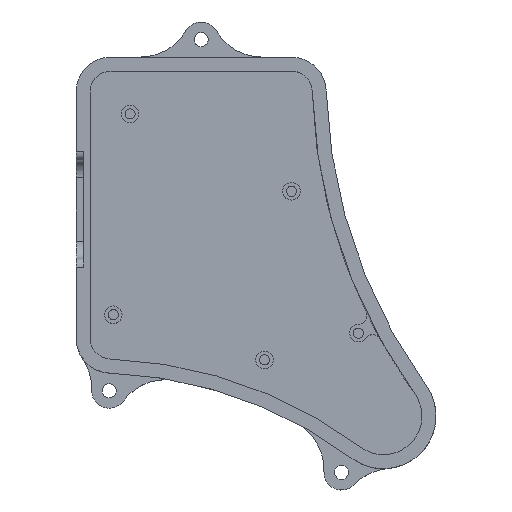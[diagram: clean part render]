
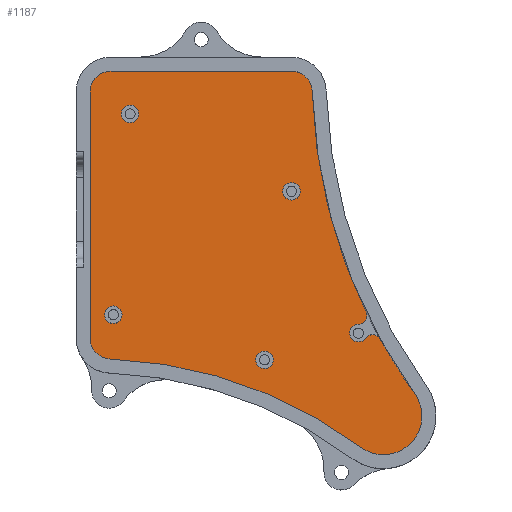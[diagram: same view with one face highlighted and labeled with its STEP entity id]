
A CAD part, top view. The second image highlights one B-rep face of the part: STEP entity #1187.
In plain terms, the highlighted planar face has unit normal (0, 0, 1).
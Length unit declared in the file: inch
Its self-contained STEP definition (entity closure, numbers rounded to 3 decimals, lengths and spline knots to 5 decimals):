
#39=FACE_BOUND('',#221,.T.);
#40=FACE_BOUND('',#222,.T.);
#41=FACE_BOUND('',#223,.T.);
#42=FACE_BOUND('',#224,.T.);
#65=PLANE('',#1345);
#125=FACE_OUTER_BOUND('',#220,.T.);
#220=EDGE_LOOP('',(#964,#965,#966,#967,#968,#969,#970,#971,#972,#973,#974,
#975));
#221=EDGE_LOOP('',(#976));
#222=EDGE_LOOP('',(#977));
#223=EDGE_LOOP('',(#978));
#224=EDGE_LOOP('',(#979));
#298=LINE('',#2076,#366);
#299=LINE('',#2080,#367);
#366=VECTOR('',#1703,2.56636);
#367=VECTOR('',#1706,3.50468);
#445=CIRCLE('',#1302,0.125);
#449=CIRCLE('',#1309,0.125);
#453=CIRCLE('',#1316,0.125);
#456=CIRCLE('',#1321,0.125);
#458=CIRCLE('',#1324,0.125);
#462=CIRCLE('',#1330,0.125);
#466=CIRCLE('',#1337,0.125);
#468=CIRCLE('',#1341,7.78754);
#469=CIRCLE('',#1342,7.78754);
#470=CIRCLE('',#1346,0.3);
#471=CIRCLE('',#1347,0.3);
#472=CIRCLE('',#1348,0.3);
#473=CIRCLE('',#1349,6.3726);
#474=CIRCLE('',#1350,0.55);
#561=VERTEX_POINT('',#1997);
#565=VERTEX_POINT('',#2008);
#569=VERTEX_POINT('',#2019);
#573=VERTEX_POINT('',#2028);
#574=VERTEX_POINT('',#2030);
#576=VERTEX_POINT('',#2036);
#580=VERTEX_POINT('',#2047);
#583=VERTEX_POINT('',#2058);
#585=VERTEX_POINT('',#2064);
#586=VERTEX_POINT('',#2067);
#587=VERTEX_POINT('',#2073);
#588=VERTEX_POINT('',#2075);
#589=VERTEX_POINT('',#2077);
#590=VERTEX_POINT('',#2079);
#591=VERTEX_POINT('',#2081);
#592=VERTEX_POINT('',#2083);
#702=EDGE_CURVE('',#561,#561,#445,.T.);
#706=EDGE_CURVE('',#565,#565,#449,.T.);
#710=EDGE_CURVE('',#569,#569,#453,.T.);
#714=EDGE_CURVE('',#574,#573,#456,.T.);
#718=EDGE_CURVE('',#573,#576,#458,.T.);
#723=EDGE_CURVE('',#576,#580,#462,.T.);
#727=EDGE_CURVE('',#583,#583,#466,.T.);
#729=EDGE_CURVE('',#574,#585,#468,.T.);
#732=EDGE_CURVE('',#586,#580,#469,.T.);
#733=EDGE_CURVE('',#587,#586,#470,.T.);
#734=EDGE_CURVE('',#588,#587,#298,.T.);
#735=EDGE_CURVE('',#589,#588,#471,.T.);
#736=EDGE_CURVE('',#590,#589,#299,.T.);
#737=EDGE_CURVE('',#591,#590,#472,.T.);
#738=EDGE_CURVE('',#592,#591,#473,.T.);
#739=EDGE_CURVE('',#585,#592,#474,.T.);
#964=ORIENTED_EDGE('',*,*,#723,.T.);
#965=ORIENTED_EDGE('',*,*,#732,.F.);
#966=ORIENTED_EDGE('',*,*,#733,.F.);
#967=ORIENTED_EDGE('',*,*,#734,.F.);
#968=ORIENTED_EDGE('',*,*,#735,.F.);
#969=ORIENTED_EDGE('',*,*,#736,.F.);
#970=ORIENTED_EDGE('',*,*,#737,.F.);
#971=ORIENTED_EDGE('',*,*,#738,.F.);
#972=ORIENTED_EDGE('',*,*,#739,.F.);
#973=ORIENTED_EDGE('',*,*,#729,.F.);
#974=ORIENTED_EDGE('',*,*,#714,.T.);
#975=ORIENTED_EDGE('',*,*,#718,.T.);
#976=ORIENTED_EDGE('',*,*,#702,.T.);
#977=ORIENTED_EDGE('',*,*,#706,.T.);
#978=ORIENTED_EDGE('',*,*,#710,.T.);
#979=ORIENTED_EDGE('',*,*,#727,.T.);
#1187=ADVANCED_FACE('',(#125,#39,#40,#41,#42),#65,.T.);
#1302=AXIS2_PLACEMENT_3D('',#1998,#1607,#1608);
#1309=AXIS2_PLACEMENT_3D('',#2009,#1621,#1622);
#1316=AXIS2_PLACEMENT_3D('',#2020,#1635,#1636);
#1321=AXIS2_PLACEMENT_3D('',#2031,#1646,#1647);
#1324=AXIS2_PLACEMENT_3D('',#2038,#1654,#1655);
#1330=AXIS2_PLACEMENT_3D('',#2049,#1667,#1668);
#1337=AXIS2_PLACEMENT_3D('',#2059,#1681,#1682);
#1341=AXIS2_PLACEMENT_3D('',#2065,#1689,#1690);
#1342=AXIS2_PLACEMENT_3D('',#2069,#1693,#1694);
#1345=AXIS2_PLACEMENT_3D('',#2072,#1699,#1700);
#1346=AXIS2_PLACEMENT_3D('',#2074,#1701,#1702);
#1347=AXIS2_PLACEMENT_3D('',#2078,#1704,#1705);
#1348=AXIS2_PLACEMENT_3D('',#2082,#1707,#1708);
#1349=AXIS2_PLACEMENT_3D('',#2084,#1709,#1710);
#1350=AXIS2_PLACEMENT_3D('',#2085,#1711,#1712);
#1607=DIRECTION('center_axis',(0.,0.,-1.));
#1608=DIRECTION('ref_axis',(-1.,0.,0.));
#1621=DIRECTION('center_axis',(0.,0.,-1.));
#1622=DIRECTION('ref_axis',(-1.,0.,0.));
#1635=DIRECTION('center_axis',(0.,0.,-1.));
#1636=DIRECTION('ref_axis',(-1.,0.,0.));
#1646=DIRECTION('center_axis',(0.,0.,1.));
#1647=DIRECTION('ref_axis',(-0.875,-0.484,0.));
#1654=DIRECTION('center_axis',(0.,0.,-1.));
#1655=DIRECTION('ref_axis',(1.,0.,0.));
#1667=DIRECTION('center_axis',(0.,0.,1.));
#1668=DIRECTION('ref_axis',(-0.009,1.,0.));
#1681=DIRECTION('center_axis',(0.,0.,-1.));
#1682=DIRECTION('ref_axis',(-1.,0.,0.));
#1689=DIRECTION('center_axis',(0.,0.,1.));
#1690=DIRECTION('ref_axis',(1.,0.031,0.));
#1693=DIRECTION('center_axis',(0.,0.,1.));
#1694=DIRECTION('ref_axis',(1.,0.031,0.));
#1699=DIRECTION('center_axis',(0.,0.,1.));
#1700=DIRECTION('ref_axis',(1.,0.,0.));
#1701=DIRECTION('center_axis',(0.,0.,-1.));
#1702=DIRECTION('ref_axis',(1.,0.031,0.));
#1703=DIRECTION('',(1.,0.,0.));
#1704=DIRECTION('center_axis',(0.,0.,-1.));
#1705=DIRECTION('ref_axis',(0.,1.,0.));
#1706=DIRECTION('',(0.,1.,0.));
#1707=DIRECTION('center_axis',(0.,0.,-1.));
#1708=DIRECTION('ref_axis',(-1.,0.,0.));
#1709=DIRECTION('center_axis',(0.,0.,1.));
#1710=DIRECTION('ref_axis',(-0.597,-0.802,0.));
#1711=DIRECTION('center_axis',(0.,0.,-1.));
#1712=DIRECTION('ref_axis',(-0.597,-0.802,0.));
#1997=CARTESIAN_POINT('',(1.08983,-2.12367,-0.4));
#1998=CARTESIAN_POINT('Origin',(0.96483,-2.12367,-0.4));
#2008=CARTESIAN_POINT('',(1.47458,0.27806,-0.4));
#2009=CARTESIAN_POINT('Origin',(1.34958,0.27806,-0.4));
#2019=CARTESIAN_POINT('',(-1.06544,-1.48192,-0.4));
#2020=CARTESIAN_POINT('Origin',(-1.19044,-1.48192,-0.4));
#2028=CARTESIAN_POINT('',(2.40352,-1.81742,-0.4));
#2030=CARTESIAN_POINT('',(2.61427,-1.83002,-0.4));
#2031=CARTESIAN_POINT('Origin',(2.5049,-1.89055,-0.4));
#2036=CARTESIAN_POINT('',(2.30106,-1.61929,-0.4));
#2038=CARTESIAN_POINT('Origin',(2.30214,-1.74429,-0.4));
#2047=CARTESIAN_POINT('',(2.41259,-1.44003,-0.4));
#2049=CARTESIAN_POINT('Origin',(2.29998,-1.4943,-0.4));
#2058=CARTESIAN_POINT('',(-0.82645,1.3808,-0.4));
#2059=CARTESIAN_POINT('Origin',(-0.95145,1.3808,-0.4));
#2064=CARTESIAN_POINT('',(3.10539,-2.6057,-0.4));
#2065=CARTESIAN_POINT('Origin',(9.42797,1.94082,-0.4));
#2067=CARTESIAN_POINT('',(1.64415,1.70009,-0.4));
#2069=CARTESIAN_POINT('Origin',(9.42797,1.94082,-0.4));
#2072=CARTESIAN_POINT('Origin',(0.48052,-0.50646,-0.4));
#2073=CARTESIAN_POINT('',(1.3443,1.99082,-0.4));
#2074=CARTESIAN_POINT('Origin',(1.3443,1.69082,-0.4));
#2075=CARTESIAN_POINT('',(-1.22207,1.99082,-0.4));
#2076=CARTESIAN_POINT('',(-0.37077,1.99082,-0.4));
#2077=CARTESIAN_POINT('',(-1.52207,1.69082,-0.4));
#2078=CARTESIAN_POINT('Origin',(-1.22207,1.69082,-0.4));
#2079=CARTESIAN_POINT('',(-1.52207,-1.81387,-0.4));
#2080=CARTESIAN_POINT('',(-1.52207,-0.09922,-0.4));
#2081=CARTESIAN_POINT('',(-1.23331,-2.11366,-0.4));
#2082=CARTESIAN_POINT('Origin',(-1.22207,-1.81387,-0.4));
#2083=CARTESIAN_POINT('',(2.33066,-3.36814,-0.4));
#2084=CARTESIAN_POINT('Origin',(-1.47207,-8.48179,-0.4));
#2085=CARTESIAN_POINT('Origin',(2.65886,-2.9268,-0.4));
